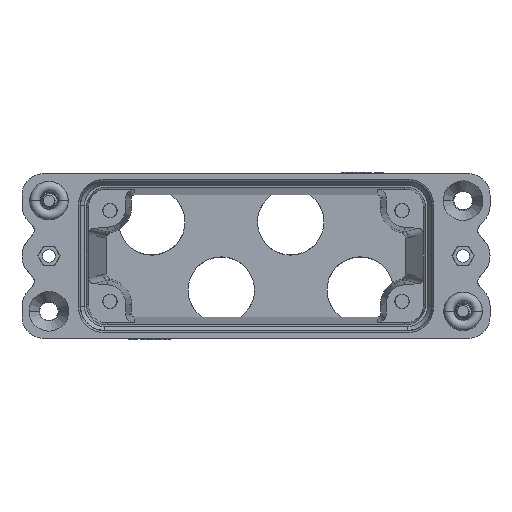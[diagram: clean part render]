
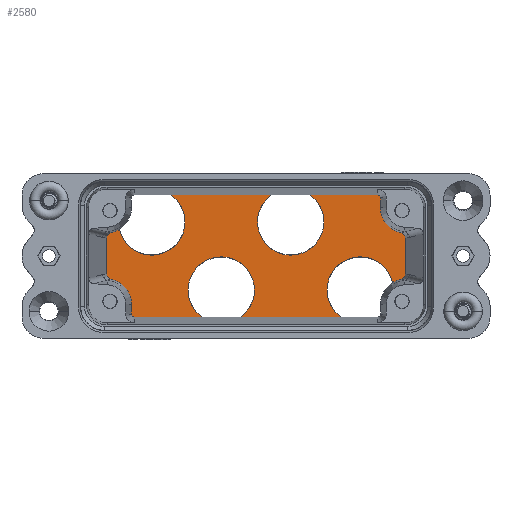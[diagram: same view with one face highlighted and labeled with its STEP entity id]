
A CAD part, front view. The second image highlights one B-rep face of the part: STEP entity #2580.
In plain terms, the highlighted planar face has unit normal (0, -1, 0).
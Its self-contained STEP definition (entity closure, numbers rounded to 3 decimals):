
#461=B_SPLINE_CURVE_WITH_KNOTS('',3,(#26242,#26243,#26244,#26245),
 .UNSPECIFIED.,.F.,.F.,(4,4),(0.,1.),.UNSPECIFIED.);
#466=B_SPLINE_CURVE_WITH_KNOTS('',3,(#26334,#26335,#26336,#26337),
 .UNSPECIFIED.,.F.,.F.,(4,4),(0.,1.),.UNSPECIFIED.);
#474=B_SPLINE_CURVE_WITH_KNOTS('',3,(#26634,#26635,#26636,#26637),
 .UNSPECIFIED.,.F.,.F.,(4,4),(0.,1.),.UNSPECIFIED.);
#476=B_SPLINE_CURVE_WITH_KNOTS('',3,(#26689,#26690,#26691,#26692),
 .UNSPECIFIED.,.F.,.F.,(4,4),(0.,1.),.UNSPECIFIED.);
#709=PLANE('',#8980);
#1400=LINE('',#26313,#1964);
#1403=LINE('',#26366,#1967);
#1461=LINE('',#26563,#2025);
#1462=LINE('',#26564,#2026);
#1475=LINE('',#26613,#2039);
#1482=LINE('',#26676,#2046);
#1484=LINE('',#26721,#2048);
#1485=LINE('',#26729,#2049);
#1964=VECTOR('',#10439,1.);
#1967=VECTOR('',#10450,1.);
#2025=VECTOR('',#10630,1.);
#2026=VECTOR('',#10631,1.);
#2039=VECTOR('',#10670,1.);
#2046=VECTOR('',#10689,1.);
#2048=VECTOR('',#10697,1.);
#2049=VECTOR('',#10704,1.);
#2580=ADVANCED_FACE('',(#3047),#709,.T.);
#3047=FACE_OUTER_BOUND('',#3517,.T.);
#3517=EDGE_LOOP('',(#5543,#5544,#5545,#5546,#5547,#5548,#5549,#5550,#5551,
#5552,#5553,#5554,#5555,#5556,#5557,#5558,#5559,#5560,#5561,#5562,#5563,
#5564,#5565,#5566,#5567,#5568,#5569,#5570));
#5543=ORIENTED_EDGE('',*,*,#7958,.F.);
#5544=ORIENTED_EDGE('',*,*,#7956,.T.);
#5545=ORIENTED_EDGE('',*,*,#7747,.F.);
#5546=ORIENTED_EDGE('',*,*,#7961,.T.);
#5547=ORIENTED_EDGE('',*,*,#7962,.F.);
#5548=ORIENTED_EDGE('',*,*,#7963,.F.);
#5549=ORIENTED_EDGE('',*,*,#7964,.F.);
#5550=ORIENTED_EDGE('',*,*,#7965,.T.);
#5551=ORIENTED_EDGE('',*,*,#7966,.F.);
#5552=ORIENTED_EDGE('',*,*,#7967,.F.);
#5553=ORIENTED_EDGE('',*,*,#7806,.F.);
#5554=ORIENTED_EDGE('',*,*,#7805,.T.);
#5555=ORIENTED_EDGE('',*,*,#7832,.T.);
#5556=ORIENTED_EDGE('',*,*,#7831,.T.);
#5557=ORIENTED_EDGE('',*,*,#7828,.F.);
#5558=ORIENTED_EDGE('',*,*,#7824,.T.);
#5559=ORIENTED_EDGE('',*,*,#7821,.F.);
#5560=ORIENTED_EDGE('',*,*,#7922,.T.);
#5561=ORIENTED_EDGE('',*,*,#7779,.F.);
#5562=ORIENTED_EDGE('',*,*,#7767,.F.);
#5563=ORIENTED_EDGE('',*,*,#7781,.F.);
#5564=ORIENTED_EDGE('',*,*,#7921,.T.);
#5565=ORIENTED_EDGE('',*,*,#7764,.F.);
#5566=ORIENTED_EDGE('',*,*,#7752,.F.);
#5567=ORIENTED_EDGE('',*,*,#7933,.F.);
#5568=ORIENTED_EDGE('',*,*,#7949,.T.);
#5569=ORIENTED_EDGE('',*,*,#7943,.T.);
#5570=ORIENTED_EDGE('',*,*,#7960,.T.);
#6654=VERTEX_POINT('',#26111);
#6656=VERTEX_POINT('',#26114);
#6660=VERTEX_POINT('',#26123);
#6661=VERTEX_POINT('',#26125);
#6669=VERTEX_POINT('',#26148);
#6671=VERTEX_POINT('',#26153);
#6672=VERTEX_POINT('',#26155);
#6680=VERTEX_POINT('',#26178);
#6681=VERTEX_POINT('',#26180);
#6696=VERTEX_POINT('',#26231);
#6699=VERTEX_POINT('',#26241);
#6700=VERTEX_POINT('',#26271);
#6709=VERTEX_POINT('',#26305);
#6711=VERTEX_POINT('',#26308);
#6713=VERTEX_POINT('',#26314);
#6715=VERTEX_POINT('',#26321);
#6716=VERTEX_POINT('',#26333);
#6777=VERTEX_POINT('',#26586);
#6785=VERTEX_POINT('',#26614);
#6786=VERTEX_POINT('',#26615);
#6791=VERTEX_POINT('',#26677);
#6792=VERTEX_POINT('',#26681);
#6793=VERTEX_POINT('',#26722);
#6794=VERTEX_POINT('',#26724);
#6795=VERTEX_POINT('',#26726);
#6796=VERTEX_POINT('',#26728);
#6797=VERTEX_POINT('',#26730);
#6798=VERTEX_POINT('',#26732);
#7747=EDGE_CURVE('',#6654,#6656,#8279,.T.);
#7752=EDGE_CURVE('',#6660,#6661,#8282,.T.);
#7764=EDGE_CURVE('',#6661,#6669,#8291,.T.);
#7767=EDGE_CURVE('',#6671,#6672,#8293,.T.);
#7779=EDGE_CURVE('',#6672,#6680,#8302,.T.);
#7781=EDGE_CURVE('',#6681,#6671,#8304,.T.);
#7805=EDGE_CURVE('',#6696,#6699,#461,.T.);
#7806=EDGE_CURVE('',#6696,#6700,#8316,.T.);
#7821=EDGE_CURVE('',#6709,#6711,#8320,.T.);
#7824=EDGE_CURVE('',#6713,#6711,#1400,.T.);
#7828=EDGE_CURVE('',#6713,#6715,#8323,.T.);
#7831=EDGE_CURVE('',#6716,#6715,#466,.T.);
#7832=EDGE_CURVE('',#6699,#6716,#1403,.T.);
#7921=EDGE_CURVE('',#6681,#6669,#1461,.T.);
#7922=EDGE_CURVE('',#6709,#6680,#1462,.T.);
#7933=EDGE_CURVE('',#6777,#6660,#8354,.T.);
#7943=EDGE_CURVE('',#6785,#6786,#1475,.T.);
#7949=EDGE_CURVE('',#6777,#6785,#474,.T.);
#7956=EDGE_CURVE('',#6791,#6656,#1482,.T.);
#7958=EDGE_CURVE('',#6791,#6792,#8359,.T.);
#7960=EDGE_CURVE('',#6786,#6792,#476,.T.);
#7961=EDGE_CURVE('',#6654,#6793,#1484,.T.);
#7962=EDGE_CURVE('',#6794,#6793,#8360,.T.);
#7963=EDGE_CURVE('',#6795,#6794,#8361,.T.);
#7964=EDGE_CURVE('',#6796,#6795,#8362,.T.);
#7965=EDGE_CURVE('',#6796,#6797,#1485,.T.);
#7966=EDGE_CURVE('',#6798,#6797,#8363,.T.);
#7967=EDGE_CURVE('',#6700,#6798,#8364,.T.);
#8279=CIRCLE('',#8821,1.07);
#8282=CIRCLE('',#8825,11.7);
#8291=CIRCLE('',#8837,11.7);
#8293=CIRCLE('',#8840,11.7);
#8302=CIRCLE('',#8852,11.7);
#8304=CIRCLE('',#8854,11.7);
#8316=CIRCLE('',#8876,8.93);
#8320=CIRCLE('',#8885,1.07);
#8323=CIRCLE('',#8890,8.93);
#8354=CIRCLE('',#8960,8.93);
#8359=CIRCLE('',#8973,8.93);
#8360=CIRCLE('',#8975,11.7);
#8361=CIRCLE('',#8976,11.7);
#8362=CIRCLE('',#8977,11.7);
#8363=CIRCLE('',#8978,11.7);
#8364=CIRCLE('',#8979,11.7);
#8821=AXIS2_PLACEMENT_3D('',#26113,#10276,#10277);
#8825=AXIS2_PLACEMENT_3D('',#26124,#10286,#10287);
#8837=AXIS2_PLACEMENT_3D('',#26147,#10313,#10314);
#8840=AXIS2_PLACEMENT_3D('',#26154,#10320,#10321);
#8852=AXIS2_PLACEMENT_3D('',#26177,#10347,#10348);
#8854=AXIS2_PLACEMENT_3D('',#26181,#10351,#10352);
#8876=AXIS2_PLACEMENT_3D('',#26270,#10405,#10406);
#8885=AXIS2_PLACEMENT_3D('',#26307,#10432,#10433);
#8890=AXIS2_PLACEMENT_3D('',#26320,#10446,#10447);
#8960=AXIS2_PLACEMENT_3D('',#26585,#10653,#10654);
#8973=AXIS2_PLACEMENT_3D('',#26680,#10693,#10694);
#8975=AXIS2_PLACEMENT_3D('',#26723,#10698,#10699);
#8976=AXIS2_PLACEMENT_3D('',#26725,#10700,#10701);
#8977=AXIS2_PLACEMENT_3D('',#26727,#10702,#10703);
#8978=AXIS2_PLACEMENT_3D('',#26731,#10705,#10706);
#8979=AXIS2_PLACEMENT_3D('',#26733,#10707,#10708);
#8980=AXIS2_PLACEMENT_3D('',#26734,#10709,#10710);
#10276=DIRECTION('',(0.,1.,0.));
#10277=DIRECTION('',(0.,0.,-1.));
#10286=DIRECTION('',(0.,-1.,0.));
#10287=DIRECTION('',(-0.975,0.,-0.221));
#10313=DIRECTION('',(0.,-1.,0.));
#10314=DIRECTION('',(1.,0.,0.));
#10320=DIRECTION('',(0.,-1.,0.));
#10321=DIRECTION('',(-1.,0.,0.));
#10347=DIRECTION('',(0.,-1.,0.));
#10348=DIRECTION('',(1.,0.,0.));
#10351=DIRECTION('',(0.,-1.,0.));
#10352=DIRECTION('',(-0.575,0.,0.818));
#10405=DIRECTION('',(0.,-1.,0.));
#10406=DIRECTION('',(-0.2,0.,0.98));
#10432=DIRECTION('',(0.,1.,0.));
#10433=DIRECTION('',(0.,0.,1.));
#10439=DIRECTION('',(0.,0.,1.));
#10446=DIRECTION('',(0.,-1.,0.));
#10447=DIRECTION('',(-1.,0.,0.));
#10450=DIRECTION('',(0.,0.,1.));
#10630=DIRECTION('',(-1.,0.,0.));
#10631=DIRECTION('',(-1.,0.,0.));
#10653=DIRECTION('',(0.,-1.,0.));
#10654=DIRECTION('',(0.2,0.,-0.98));
#10670=DIRECTION('',(0.,0.,-1.));
#10689=DIRECTION('',(0.,0.,-1.));
#10693=DIRECTION('',(0.,-1.,0.));
#10694=DIRECTION('',(1.,0.,0.));
#10697=DIRECTION('',(1.,0.,0.));
#10698=DIRECTION('',(0.,-1.,0.));
#10699=DIRECTION('',(-1.,0.,0.));
#10700=DIRECTION('',(0.,-1.,0.));
#10701=DIRECTION('',(1.,0.,0.));
#10702=DIRECTION('',(0.,-1.,0.));
#10703=DIRECTION('',(0.575,0.,-0.818));
#10704=DIRECTION('',(1.,0.,0.));
#10705=DIRECTION('',(0.,-1.,0.));
#10706=DIRECTION('',(-1.,0.,0.));
#10707=DIRECTION('',(0.,-1.,0.));
#10708=DIRECTION('',(0.975,0.,0.221));
#10709=DIRECTION('',(0.,-1.,0.));
#10710=DIRECTION('',(1.,0.,0.));
#26111=CARTESIAN_POINT('',(-42.86,113.,-21.57));
#26113=CARTESIAN_POINT('',(-42.86,113.,-20.5));
#26114=CARTESIAN_POINT('',(-43.93,113.,-20.5));
#26123=CARTESIAN_POINT('',(-48.159,113.,9.409));
#26124=CARTESIAN_POINT('',(-36.75,113.,12.));
#26125=CARTESIAN_POINT('',(-25.05,113.,12.));
#26147=CARTESIAN_POINT('',(-36.75,113.,12.));
#26148=CARTESIAN_POINT('',(-30.02,113.,21.57));
#26153=CARTESIAN_POINT('',(0.55,113.,12.));
#26154=CARTESIAN_POINT('',(12.25,113.,12.));
#26155=CARTESIAN_POINT('',(23.95,113.,12.));
#26177=CARTESIAN_POINT('',(12.25,113.,12.));
#26178=CARTESIAN_POINT('',(18.98,113.,21.57));
#26180=CARTESIAN_POINT('',(5.52,113.,21.57));
#26181=CARTESIAN_POINT('',(12.25,113.,12.));
#26231=CARTESIAN_POINT('',(51.078,113.,-8.251));
#26241=CARTESIAN_POINT('',(52.681,113.,-6.293));
#26242=CARTESIAN_POINT('',(51.078,113.,-8.251));
#26243=CARTESIAN_POINT('',(51.983,113.,-8.067));
#26244=CARTESIAN_POINT('',(52.681,113.,-7.215));
#26245=CARTESIAN_POINT('',(52.681,113.,-6.293));
#26270=CARTESIAN_POINT('',(52.86,113.,-17.001));
#26271=CARTESIAN_POINT('',(48.159,113.,-9.409));
#26305=CARTESIAN_POINT('',(42.86,113.,21.57));
#26307=CARTESIAN_POINT('',(42.86,113.,20.5));
#26308=CARTESIAN_POINT('',(43.93,113.,20.5));
#26313=CARTESIAN_POINT('',(43.93,113.,17.001));
#26314=CARTESIAN_POINT('',(43.93,113.,17.001));
#26320=CARTESIAN_POINT('',(52.86,113.,17.001));
#26321=CARTESIAN_POINT('',(51.078,113.,8.251));
#26333=CARTESIAN_POINT('',(52.681,113.,6.293));
#26334=CARTESIAN_POINT('',(52.681,113.,6.293));
#26335=CARTESIAN_POINT('',(52.681,113.,7.213));
#26336=CARTESIAN_POINT('',(51.985,113.,8.066));
#26337=CARTESIAN_POINT('',(51.078,113.,8.251));
#26366=CARTESIAN_POINT('',(52.681,113.,-6.293));
#26563=CARTESIAN_POINT('',(5.52,113.,21.57));
#26564=CARTESIAN_POINT('',(42.86,113.,21.57));
#26585=CARTESIAN_POINT('',(-52.86,113.,17.001));
#26586=CARTESIAN_POINT('',(-51.078,113.,8.251));
#26613=CARTESIAN_POINT('',(-52.681,113.,6.293));
#26614=CARTESIAN_POINT('',(-52.681,113.,6.293));
#26615=CARTESIAN_POINT('',(-52.681,113.,-6.293));
#26634=CARTESIAN_POINT('',(-51.078,113.,8.251));
#26635=CARTESIAN_POINT('',(-51.983,113.,8.067));
#26636=CARTESIAN_POINT('',(-52.681,113.,7.215));
#26637=CARTESIAN_POINT('',(-52.681,113.,6.293));
#26676=CARTESIAN_POINT('',(-43.93,113.,-17.001));
#26677=CARTESIAN_POINT('',(-43.93,113.,-17.001));
#26680=CARTESIAN_POINT('',(-52.86,113.,-17.001));
#26681=CARTESIAN_POINT('',(-51.078,113.,-8.251));
#26689=CARTESIAN_POINT('',(-52.681,113.,-6.293));
#26690=CARTESIAN_POINT('',(-52.681,113.,-7.213));
#26691=CARTESIAN_POINT('',(-51.985,113.,-8.066));
#26692=CARTESIAN_POINT('',(-51.078,113.,-8.251));
#26721=CARTESIAN_POINT('',(-42.86,113.,-21.57));
#26722=CARTESIAN_POINT('',(-18.98,113.,-21.57));
#26723=CARTESIAN_POINT('',(-12.25,113.,-12.));
#26724=CARTESIAN_POINT('',(-23.95,113.,-12.));
#26725=CARTESIAN_POINT('',(-12.25,113.,-12.));
#26726=CARTESIAN_POINT('',(-0.55,113.,-12.));
#26727=CARTESIAN_POINT('',(-12.25,113.,-12.));
#26728=CARTESIAN_POINT('',(-5.52,113.,-21.57));
#26729=CARTESIAN_POINT('',(-5.52,113.,-21.57));
#26730=CARTESIAN_POINT('',(30.02,113.,-21.57));
#26731=CARTESIAN_POINT('',(36.75,113.,-12.));
#26732=CARTESIAN_POINT('',(25.05,113.,-12.));
#26733=CARTESIAN_POINT('',(36.75,113.,-12.));
#26734=CARTESIAN_POINT('',(0.,113.,0.));
